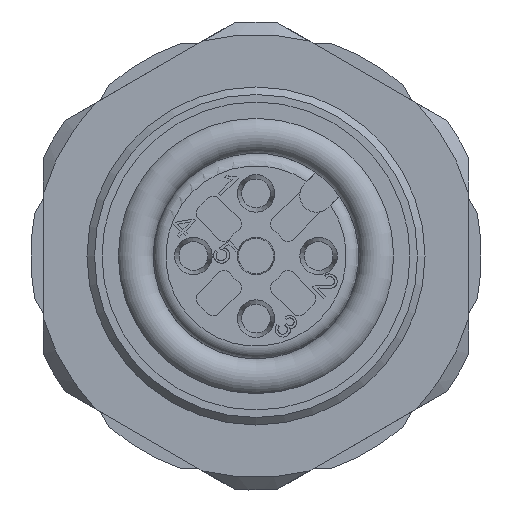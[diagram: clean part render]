
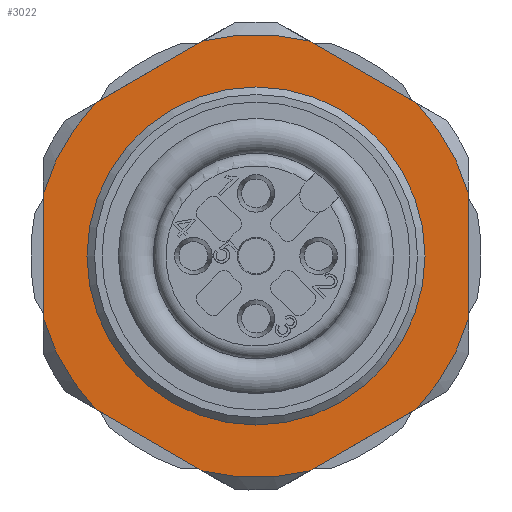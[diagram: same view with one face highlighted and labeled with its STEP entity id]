
A CAD part, front view. The second image highlights one B-rep face of the part: STEP entity #3022.
In plain terms, the highlighted planar face has unit normal (0, -1, 0).
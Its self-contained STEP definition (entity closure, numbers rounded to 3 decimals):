
#482=LINE('',#5075,#673);
#483=LINE('',#5080,#674);
#484=LINE('',#5084,#675);
#485=LINE('',#5088,#676);
#486=LINE('',#5092,#677);
#487=LINE('',#5096,#678);
#673=VECTOR('',#4147,1.);
#674=VECTOR('',#4150,1.);
#675=VECTOR('',#4153,1.);
#676=VECTOR('',#4156,1.);
#677=VECTOR('',#4159,1.);
#678=VECTOR('',#4162,1.);
#897=PLANE('',#3789);
#1021=EDGE_LOOP('',(#1336));
#1022=EDGE_LOOP('',(#1337,#1338,#1339,#1340,#1341,#1342,#1343,#1344,#1345,
#1346,#1347,#1348));
#1336=ORIENTED_EDGE('',*,*,#2336,.T.);
#1337=ORIENTED_EDGE('',*,*,#2337,.F.);
#1338=ORIENTED_EDGE('',*,*,#2338,.F.);
#1339=ORIENTED_EDGE('',*,*,#2339,.F.);
#1340=ORIENTED_EDGE('',*,*,#2340,.F.);
#1341=ORIENTED_EDGE('',*,*,#2341,.F.);
#1342=ORIENTED_EDGE('',*,*,#2342,.F.);
#1343=ORIENTED_EDGE('',*,*,#2343,.F.);
#1344=ORIENTED_EDGE('',*,*,#2344,.F.);
#1345=ORIENTED_EDGE('',*,*,#2345,.F.);
#1346=ORIENTED_EDGE('',*,*,#2346,.F.);
#1347=ORIENTED_EDGE('',*,*,#2347,.F.);
#1348=ORIENTED_EDGE('',*,*,#2348,.F.);
#2336=EDGE_CURVE('',#3420,#3420,#2836,.T.);
#2337=EDGE_CURVE('',#3421,#3422,#482,.T.);
#2338=EDGE_CURVE('',#3423,#3421,#2837,.T.);
#2339=EDGE_CURVE('',#3424,#3423,#483,.T.);
#2340=EDGE_CURVE('',#3425,#3424,#2838,.T.);
#2341=EDGE_CURVE('',#3426,#3425,#484,.T.);
#2342=EDGE_CURVE('',#3427,#3426,#2839,.T.);
#2343=EDGE_CURVE('',#3428,#3427,#485,.T.);
#2344=EDGE_CURVE('',#3429,#3428,#2840,.T.);
#2345=EDGE_CURVE('',#3430,#3429,#486,.T.);
#2346=EDGE_CURVE('',#3431,#3430,#2841,.T.);
#2347=EDGE_CURVE('',#3432,#3431,#487,.T.);
#2348=EDGE_CURVE('',#3422,#3432,#2842,.T.);
#2836=CIRCLE('',#3782,6.75);
#2837=CIRCLE('',#3783,8.85);
#2838=CIRCLE('',#3784,8.85);
#2839=CIRCLE('',#3785,8.85);
#2840=CIRCLE('',#3786,8.85);
#2841=CIRCLE('',#3787,8.85);
#2842=CIRCLE('',#3788,8.85);
#3022=ADVANCED_FACE('',(#3261,#3262),#897,.F.);
#3261=FACE_BOUND('',#1021,.T.);
#3262=FACE_BOUND('',#1022,.T.);
#3420=VERTEX_POINT('',#5074);
#3421=VERTEX_POINT('',#5076);
#3422=VERTEX_POINT('',#5077);
#3423=VERTEX_POINT('',#5079);
#3424=VERTEX_POINT('',#5081);
#3425=VERTEX_POINT('',#5083);
#3426=VERTEX_POINT('',#5085);
#3427=VERTEX_POINT('',#5087);
#3428=VERTEX_POINT('',#5089);
#3429=VERTEX_POINT('',#5091);
#3430=VERTEX_POINT('',#5093);
#3431=VERTEX_POINT('',#5095);
#3432=VERTEX_POINT('',#5097);
#3782=AXIS2_PLACEMENT_3D('',#5073,#4145,#4146);
#3783=AXIS2_PLACEMENT_3D('',#5078,#4148,#4149);
#3784=AXIS2_PLACEMENT_3D('',#5082,#4151,#4152);
#3785=AXIS2_PLACEMENT_3D('',#5086,#4154,#4155);
#3786=AXIS2_PLACEMENT_3D('',#5090,#4157,#4158);
#3787=AXIS2_PLACEMENT_3D('',#5094,#4160,#4161);
#3788=AXIS2_PLACEMENT_3D('',#5098,#4163,#4164);
#3789=AXIS2_PLACEMENT_3D('',#5099,#4165,#4166);
#4145=DIRECTION('',(0.,1.,0.));
#4146=DIRECTION('',(0.5,0.,-0.866));
#4147=DIRECTION('',(0.866,0.,-0.5));
#4148=DIRECTION('',(0.,1.,0.));
#4149=DIRECTION('',(0.5,0.,-0.866));
#4150=DIRECTION('',(0.866,0.,0.5));
#4151=DIRECTION('',(0.,1.,0.));
#4152=DIRECTION('',(0.5,0.,-0.866));
#4153=DIRECTION('',(0.,0.,1.));
#4154=DIRECTION('',(0.,1.,0.));
#4155=DIRECTION('',(0.5,0.,-0.866));
#4156=DIRECTION('',(-0.866,0.,0.5));
#4157=DIRECTION('',(0.,1.,0.));
#4158=DIRECTION('',(0.5,0.,-0.866));
#4159=DIRECTION('',(-0.866,0.,-0.5));
#4160=DIRECTION('',(0.,1.,0.));
#4161=DIRECTION('',(0.5,0.,-0.866));
#4162=DIRECTION('',(0.,0.,-1.));
#4163=DIRECTION('',(0.,1.,0.));
#4164=DIRECTION('',(0.5,0.,-0.866));
#4165=DIRECTION('',(0.,1.,0.));
#4166=DIRECTION('',(0.5,0.,-0.866));
#5073=CARTESIAN_POINT('',(0.,6.5,0.));
#5074=CARTESIAN_POINT('',(3.375,6.5,-5.846));
#5075=CARTESIAN_POINT('',(1.327,6.5,9.049));
#5076=CARTESIAN_POINT('',(2.116,6.5,8.593));
#5077=CARTESIAN_POINT('',(6.384,6.5,6.129));
#5078=CARTESIAN_POINT('',(0.,6.5,0.));
#5079=CARTESIAN_POINT('',(-2.116,6.5,8.593));
#5080=CARTESIAN_POINT('',(-10.096,6.5,3.986));
#5081=CARTESIAN_POINT('',(-6.384,6.5,6.129));
#5082=CARTESIAN_POINT('',(0.,6.5,0.));
#5083=CARTESIAN_POINT('',(-8.5,6.5,2.464));
#5084=CARTESIAN_POINT('',(-8.5,6.5,-3.375));
#5085=CARTESIAN_POINT('',(-8.5,6.5,-2.464));
#5086=CARTESIAN_POINT('',(0.,6.5,0.));
#5087=CARTESIAN_POINT('',(-6.384,6.5,-6.129));
#5088=CARTESIAN_POINT('',(-7.173,6.5,-5.674));
#5089=CARTESIAN_POINT('',(-2.116,6.5,-8.593));
#5090=CARTESIAN_POINT('',(0.,6.5,0.));
#5091=CARTESIAN_POINT('',(2.116,6.5,-8.593));
#5092=CARTESIAN_POINT('',(-1.596,6.5,-10.736));
#5093=CARTESIAN_POINT('',(6.384,6.5,-6.129));
#5094=CARTESIAN_POINT('',(0.,6.5,0.));
#5095=CARTESIAN_POINT('',(8.5,6.5,-2.464));
#5096=CARTESIAN_POINT('',(8.5,6.5,-3.375));
#5097=CARTESIAN_POINT('',(8.5,6.5,2.464));
#5098=CARTESIAN_POINT('',(0.,6.5,0.));
#5099=CARTESIAN_POINT('',(-5.846,6.5,-3.375));
